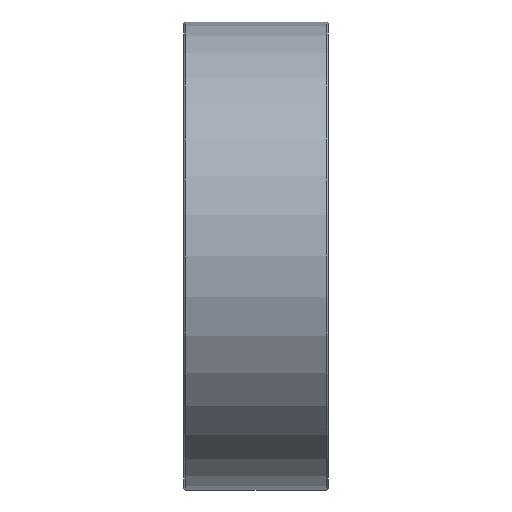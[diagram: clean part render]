
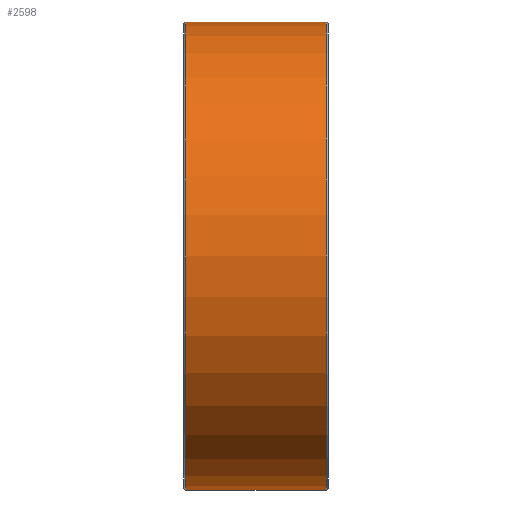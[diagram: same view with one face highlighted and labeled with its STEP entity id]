
A CAD part, front view. The second image highlights one B-rep face of the part: STEP entity #2598.
In plain terms, the highlighted cylindrical face has radius 21 mm (diameter 42 mm), a partial arc.
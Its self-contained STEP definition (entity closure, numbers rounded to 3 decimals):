
#41 = VERTEX_POINT ( 'NONE', #571 ) ;
#54 = VERTEX_POINT ( 'NONE', #536 ) ;
#55 = VERTEX_POINT ( 'NONE', #550 ) ;
#212 = CARTESIAN_POINT ( 'NONE',  ( 6.3, 0., 0. ) ) ;
#215 = DIRECTION ( 'NONE',  ( -1., 0., 0. ) ) ;
#216 = DIRECTION ( 'NONE',  ( 0., 0., -1. ) ) ;
#270 = DIRECTION ( 'NONE',  ( 0., 0., -1. ) ) ;
#289 = CARTESIAN_POINT ( 'NONE',  ( -6.3, 0., 0. ) ) ;
#296 = DIRECTION ( 'NONE',  ( 1., 0., 0. ) ) ;
#536 = CARTESIAN_POINT ( 'NONE',  ( -6.3, 0., 21. ) ) ;
#550 = CARTESIAN_POINT ( 'NONE',  ( 6.3, 0., -21. ) ) ;
#571 = CARTESIAN_POINT ( 'NONE',  ( 6.3, 0., 21. ) ) ;
#764 = EDGE_CURVE ( 'NONE', #55, #41, #3105, .T. ) ;
#789 = EDGE_CURVE ( 'NONE', #54, #2571, #3122, .T. ) ;
#905 = EDGE_CURVE ( 'NONE', #41, #54, #2216, .T. ) ;
#917 = EDGE_CURVE ( 'NONE', #55, #2571, #2206, .T. ) ;
#996 = AXIS2_PLACEMENT_3D ( 'NONE', #212, #215, #216 ) ;
#1031 = AXIS2_PLACEMENT_3D ( 'NONE', #289, #296, #270 ) ;
#1229 = AXIS2_PLACEMENT_3D ( 'NONE', #1916, #1937, #1913 ) ;
#1393 = DIRECTION ( 'NONE',  ( -1., 0., 0. ) ) ;
#1407 = CARTESIAN_POINT ( 'NONE',  ( 0., 0., 21. ) ) ;
#1416 = CARTESIAN_POINT ( 'NONE',  ( 0., 0., -21. ) ) ;
#1425 = DIRECTION ( 'NONE',  ( -1., 0., 0. ) ) ;
#1861 = CARTESIAN_POINT ( 'NONE',  ( -6.3, 0., -21. ) ) ;
#1913 = DIRECTION ( 'NONE',  ( 0., 0., 1. ) ) ;
#1916 = CARTESIAN_POINT ( 'NONE',  ( 0., 0., 0. ) ) ;
#1937 = DIRECTION ( 'NONE',  ( -1., 0., 0. ) ) ;
#2181 = VECTOR ( 'NONE', #1393, 1000. ) ;
#2206 = LINE ( 'NONE', #1416, #2211 ) ;
#2211 = VECTOR ( 'NONE', #1425, 1000. ) ;
#2216 = LINE ( 'NONE', #1407, #2181 ) ;
#2344 = ORIENTED_EDGE ( 'NONE', *, *, #905, .T. ) ;
#2359 = ORIENTED_EDGE ( 'NONE', *, *, #789, .T. ) ;
#2364 = EDGE_LOOP ( 'NONE', ( #3296, #3225, #2344, #2359 ) ) ;
#2571 = VERTEX_POINT ( 'NONE', #1861 ) ;
#2598 = ADVANCED_FACE ( 'NONE', ( #2908 ), #2986, .T. ) ;
#2908 = FACE_OUTER_BOUND ( 'NONE', #2364, .T. ) ;
#2986 = CYLINDRICAL_SURFACE ( 'NONE', #1229, 21. ) ;
#3105 = CIRCLE ( 'NONE', #996, 21. ) ;
#3122 = CIRCLE ( 'NONE', #1031, 21. ) ;
#3225 = ORIENTED_EDGE ( 'NONE', *, *, #764, .T. ) ;
#3296 = ORIENTED_EDGE ( 'NONE', *, *, #917, .F. ) ;
